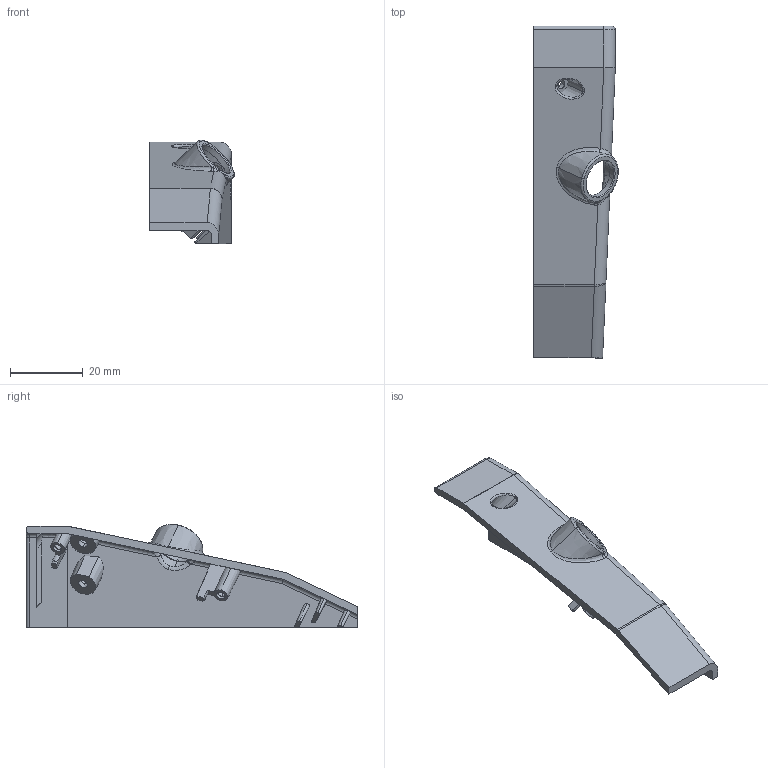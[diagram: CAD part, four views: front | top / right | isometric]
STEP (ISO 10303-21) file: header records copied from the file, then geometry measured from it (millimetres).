
FILE_DESCRIPTION (( 'STEP AP214' ), '1' );
FILE_NAME ('2082-B.STEP', '2016-06-24T12:13:27', ( '' ), ( '' ), 'SwSTEP 2.0', 'SolidWorks 2015', '' );
FILE_SCHEMA (( 'AUTOMOTIVE_DESIGN' ));
Length unit declared in the file: millimetre
Products named in the file (1): 2082-B
Bounding box: 23.33 x 91.5 x 28.5 mm (x, y, z)
Volume: 7608.5 mm3; surface area: 8609.1 mm2
Topology: 1 solids, 1 shells, 154 faces, 399 edges, 255 vertices
Faces by surface type: plane 49, bspline 41, cone 41, cylinder 16, torus 7
Entity records: 6901 total; most frequent: CARTESIAN_POINT 3497, ORIENTED_EDGE 796, DIRECTION 591, EDGE_CURVE 398, VERTEX_POINT 255, AXIS2_PLACEMENT_3D 225, EDGE_LOOP 169, FACE_OUTER_BOUND 154
